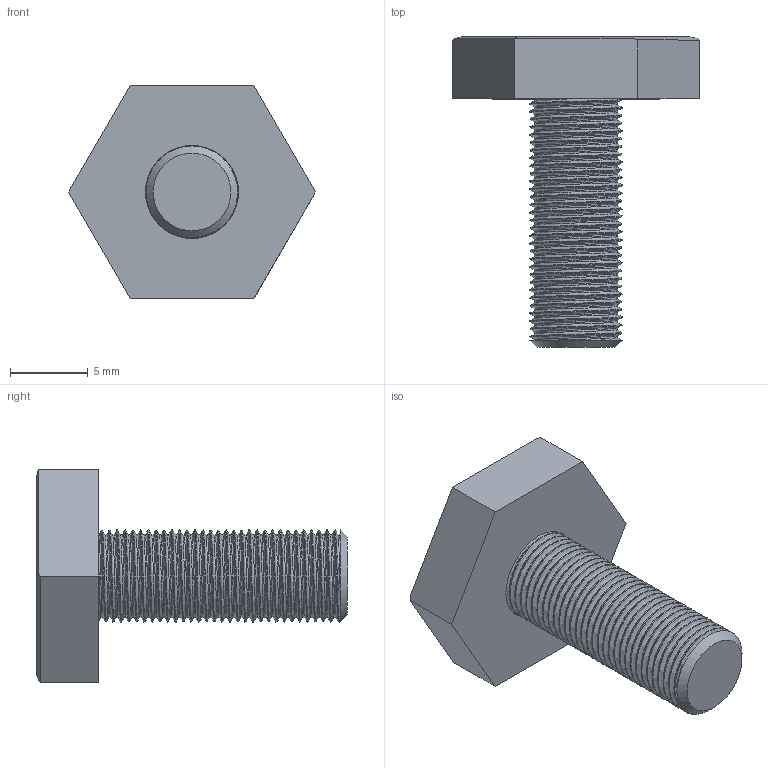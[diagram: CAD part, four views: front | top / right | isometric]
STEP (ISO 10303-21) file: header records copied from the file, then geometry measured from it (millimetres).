
FILE_DESCRIPTION(/* description */ (''),/* implementation_level */ '2;1');
FILE_NAME(/* name */ 'assembly.step',/* time_stamp */ '2021-08-25T07:09:05+00:00',/* author */ (''),/* organization */ (''),/* preprocessor_version */ 'ST-DEVELOPER v18.1',/* originating_system */ 'Autodesk Translation Framework v10.6.0.1341',/* authorisation */ '');
FILE_SCHEMA (('AUTOMOTIVE_DESIGN { 1 0 10303 214 3 1 1 }'));
Length unit declared in the file: centimetre
Products named in the file (1): Untitled
Bounding box: 15.89 x 20 x 13.76 mm (x, y, z)
Volume: 1036.3 mm3; surface area: 1164.7 mm2
Topology: 2 solids, 2 shells, 106 faces, 301 edges, 199 vertices
Faces by surface type: cylinder 82, plane 21, bspline 2, cone 1
Full cylindrical faces by diameter (mm): 5.351 x13, 5.927 x23, 6 x1
Entity records: 7746 total; most frequent: CARTESIAN_POINT 5278, ORIENTED_EDGE 602, DIRECTION 356, EDGE_CURVE 301, VERTEX_POINT 199, B_SPLINE_CURVE_WITH_KNOTS 165, LINE 126, VECTOR 126
